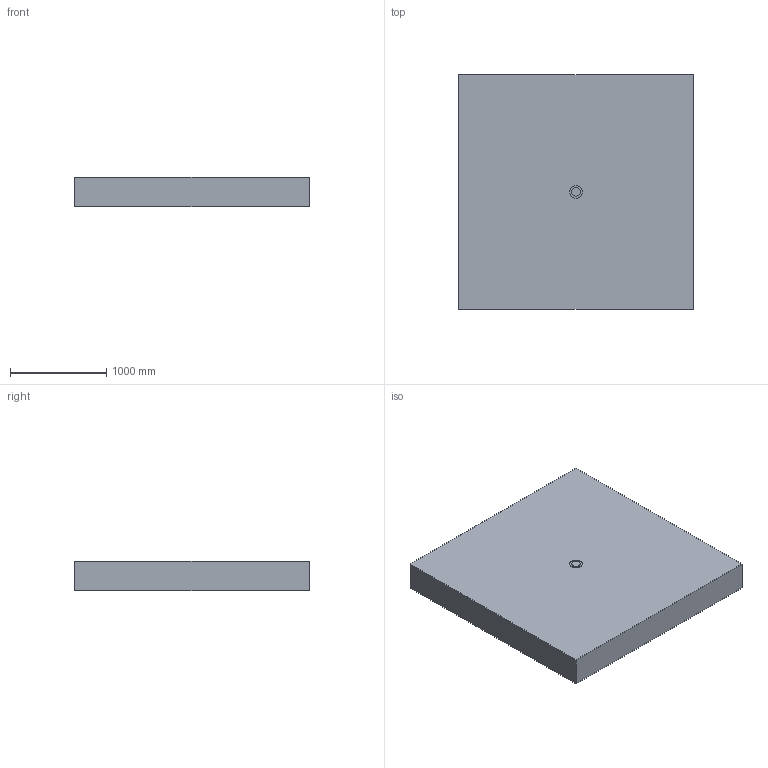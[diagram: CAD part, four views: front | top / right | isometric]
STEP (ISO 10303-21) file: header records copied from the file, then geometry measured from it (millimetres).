
FILE_DESCRIPTION(/* description */ (''),/* implementation_level */ '2;1');
FILE_NAME(/* name */ 'Plumbing_Joints_Aignep_Flat-Gasket-For-Flange-90017-3DView-Preview',/* time_stamp */ '2025-08-20T22:11:19+03:00',/* author */ (''),/* organization */ (''),/* preprocessor_version */ 'ST-DEVELOPER v20',/* originating_system */ '',/* authorisation */ '');
FILE_SCHEMA (('AP242_MANAGED_MODEL_BASED_3D_ENGINEERING_MIM_LF { 1 0 10303 442 1 1 4 }'));
Length unit declared in the file: millimetre
Products named in the file (5): TopLevelAssembly; Extrusion; Extrusion_1; Model Lines; Model Lines_1
Assembly tree (4 placements, depth 2):
  TopLevelAssembly
    Extrusion
    Extrusion_1
    Model Lines
    Model Lines_1
Bounding box: 2438.4 x 2438.4 x 306.8 mm (x, y, z)
Volume: 1812292696 mm3; surface area: 14880382.9 mm2
Topology: 2 solids, 2 shells, 12 faces, 26 edges, 20 vertices
Faces by surface type: plane 8, cylinder 4
Entity records: 451 total; most frequent: DIRECTION 76, CARTESIAN_POINT 67, ORIENTED_EDGE 48, AXIS2_PLACEMENT_3D 29, EDGE_CURVE 24, LINE 18, VECTOR 18, VERTEX_POINT 16
